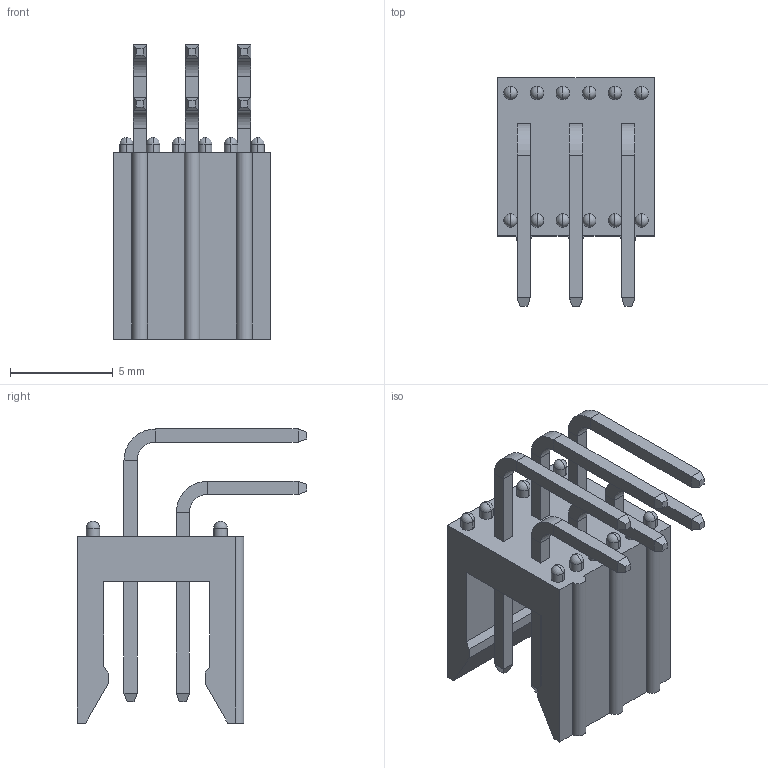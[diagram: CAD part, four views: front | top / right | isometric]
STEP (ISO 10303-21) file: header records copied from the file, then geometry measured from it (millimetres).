
FILE_DESCRIPTION (( 'STEP AP214' ), '1' );
FILE_NAME ('78207-106.STEP', '2022-04-28T11:47:11', ( '' ), ( '' ), 'SwSTEP 2.0', 'SolidWorks 2017', '' );
FILE_SCHEMA (( 'AUTOMOTIVE_DESIGN' ));
Length unit declared in the file: millimetre
Products named in the file (4): B^78207 ASS Gold; 78207-106; A^78207 ASS Gold; 78207 body Gold_06
Assembly tree (7 placements, depth 2):
  78207-106
    78207 body Gold_06
    A^78207 ASS Gold  x3
    B^78207 ASS Gold  x3
Bounding box: 7.62 x 11.13 x 14.29 mm (x, y, z)
Volume: 301.5 mm3; surface area: 757 mm2
Topology: 7 solids, 7 shells, 226 faces, 540 edges, 316 vertices
Faces by surface type: plane 163, cylinder 39, sphere 24
Entity records: 4044 total; most frequent: DIRECTION 698, CARTESIAN_POINT 660, ORIENTED_EDGE 632, EDGE_CURVE 316, AXIS2_PLACEMENT_3D 234, VECTOR 230, LINE 230, VERTEX_POINT 196
